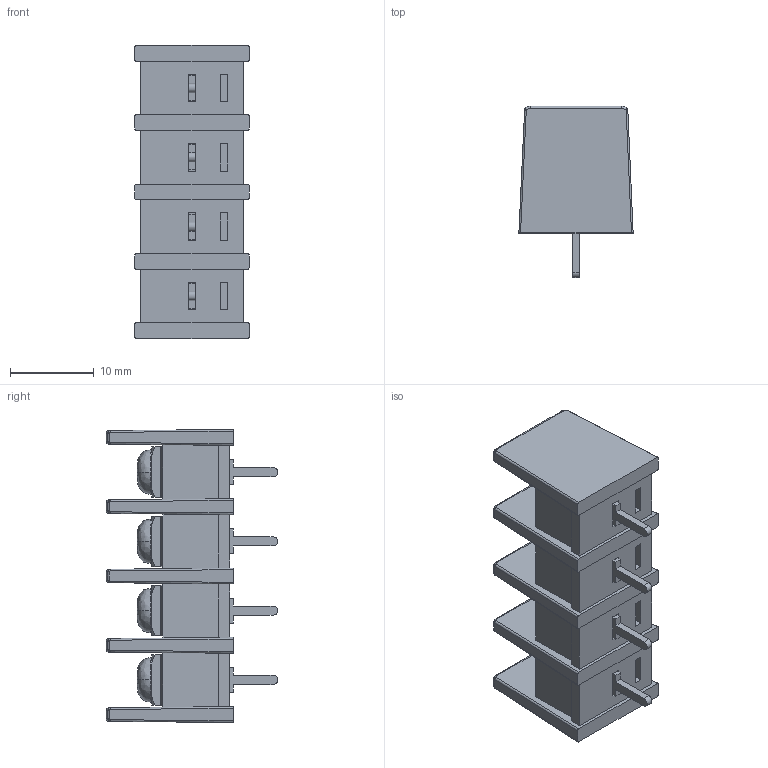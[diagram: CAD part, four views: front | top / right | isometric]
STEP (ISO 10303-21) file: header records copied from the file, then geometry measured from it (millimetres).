
FILE_DESCRIPTION((''),'2;1');
FILE_NAME('PRT0202','2020-05-22T',('Administrator'),(''),'PRO/ENGINEER BY PARAMETRIC TECHNOLOGY CORPORATION, 2010280','PRO/ENGINEER BY PARAMETRIC TECHNOLOGY CORPORATION, 2010280','');
FILE_SCHEMA(('CONFIG_CONTROL_DESIGN','SHAPE_APPEARANCE_LAYERS_GROUPS'));
Length unit declared in the file: millimetre
Products named in the file (1): PRT0202
Bounding box: 13.6 x 20.4 x 34.9 mm (x, y, z)
Volume: 4185.8 mm3; surface area: 4371.9 mm2
Topology: 1 solids, 9 shells, 1124 faces, 2978 edges, 1884 vertices
Faces by surface type: plane 786, cylinder 206, bspline 80, torus 36, extrusion 16
Entity records: 39759 total; most frequent: CARTESIAN_POINT 13123, ORIENTED_EDGE 5924, DIRECTION 4752, EDGE_CURVE 2962, VECTOR 2018, LINE 2002, VERTEX_POINT 1884, AXIS2_PLACEMENT_3D 1367
